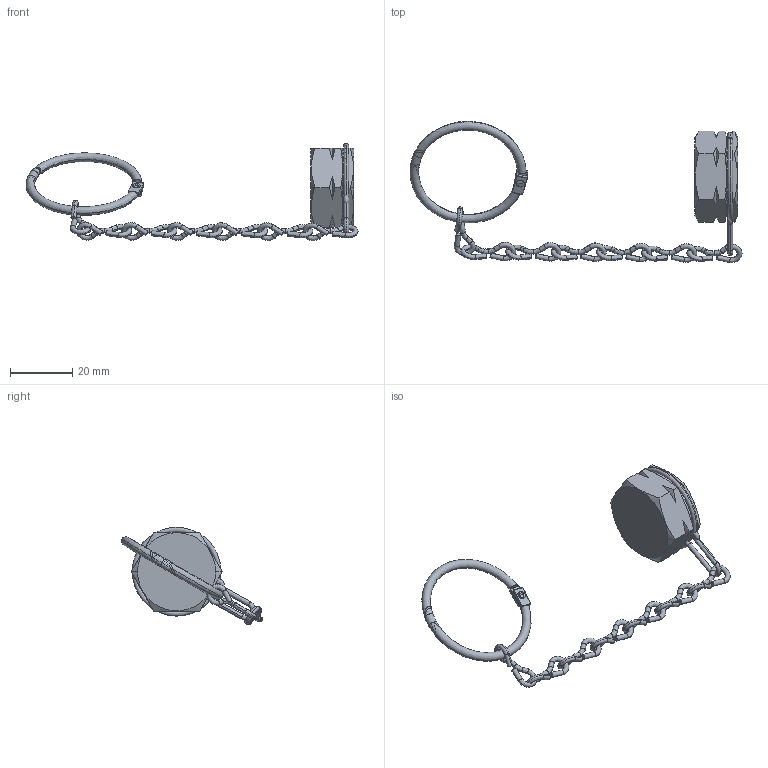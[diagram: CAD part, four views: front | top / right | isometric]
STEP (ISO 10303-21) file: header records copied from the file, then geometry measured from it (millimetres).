
FILE_DESCRIPTION (( 'STEP AP203' ), '1' );
FILE_NAME ('CAP-33SS-TCR.STEP', '2025-08-20T15:07:33', ( '' ), ( '' ), 'SwSTEP 2.0', 'SolidWorks 2018', '' );
FILE_SCHEMA (( 'CONFIG_CONTROL_DESIGN' ));
Length unit declared in the file: inch
Products named in the file (9): PRT-002239_STAINLESS; CAP-33SS-TCR; PRT-000939_CAP-33CH; PRT-002245_RING-1.187D HALF; ASY-000211_One Link Bent; PRT-000846; PRT-000160; ASY-000291; PRT-002255_SMALL PIN
Assembly tree (15 placements, depth 3):
  CAP-33SS-TCR
    PRT-000160
    PRT-000939_CAP-33CH
    PRT-000846
    ASY-000291
      PRT-002245_RING-1.187D HALF  x2
      PRT-002255_SMALL PIN
    ASY-000211_One Link Bent
      PRT-002239_STAINLESS  x7
Bounding box: 106.82 x 45.42 x 31.31 mm (x, y, z)
Volume: 6089.4 mm3; surface area: 7140.2 mm2
Topology: 14 solids, 14 shells, 322 faces, 817 edges, 511 vertices
Faces by surface type: cylinder 119, torus 68, plane 57, bspline 40, cone 22, sphere 16
Entity records: 9709 total; most frequent: CARTESIAN_POINT 4847, ORIENTED_EDGE 852, DIRECTION 694, EDGE_CURVE 426, AXIS2_PLACEMENT_3D 294, VERTEX_POINT 290, B_SPLINE_CURVE_WITH_KNOTS 183, EDGE_LOOP 160
